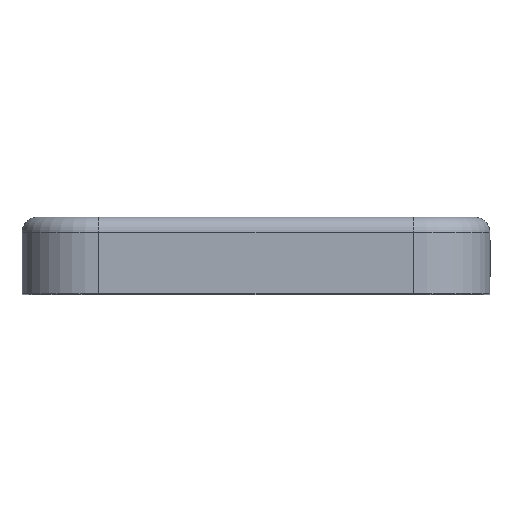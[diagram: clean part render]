
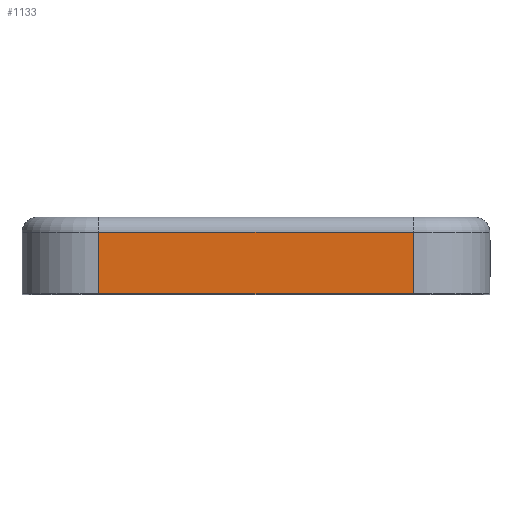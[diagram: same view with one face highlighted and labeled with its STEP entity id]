
A CAD part, top view. The second image highlights one B-rep face of the part: STEP entity #1133.
In plain terms, the highlighted planar face has unit normal (0, 0, 1).
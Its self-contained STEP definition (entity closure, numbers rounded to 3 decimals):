
#9 = EDGE_CURVE ( 'NONE', #90, #2143, #1308, .T. ) ;
#48 = DIRECTION ( 'NONE',  ( -1., 0., 0. ) ) ;
#62 = ORIENTED_EDGE ( 'NONE', *, *, #2426, .F. ) ;
#63 = LINE ( 'NONE', #1852, #1006 ) ;
#90 = VERTEX_POINT ( 'NONE', #2413 ) ;
#97 = CARTESIAN_POINT ( 'NONE',  ( 8.2, -3.7, 16.45 ) ) ;
#198 = EDGE_CURVE ( 'NONE', #1931, #90, #1548, .T. ) ;
#307 = ORIENTED_EDGE ( 'NONE', *, *, #9, .T. ) ;
#400 = VERTEX_POINT ( 'NONE', #97 ) ;
#590 = VECTOR ( 'NONE', #1706, 1000. ) ;
#592 = EDGE_LOOP ( 'NONE', ( #62, #1001, #1816, #307 ) ) ;
#611 = AXIS2_PLACEMENT_3D ( 'NONE', #2125, #1175, #48 ) ;
#643 = DIRECTION ( 'NONE',  ( 0., -1., 0. ) ) ;
#702 = VECTOR ( 'NONE', #2389, 1000. ) ;
#1001 = ORIENTED_EDGE ( 'NONE', *, *, #1591, .F. ) ;
#1006 = VECTOR ( 'NONE', #1642, 1000. ) ;
#1051 = VECTOR ( 'NONE', #643, 1000. ) ;
#1133 = ADVANCED_FACE ( 'NONE', ( #1584 ), #1960, .T. ) ;
#1143 = LINE ( 'NONE', #2006, #702 ) ;
#1175 = DIRECTION ( 'NONE',  ( 0., 0., 1. ) ) ;
#1308 = LINE ( 'NONE', #1388, #1051 ) ;
#1328 = CARTESIAN_POINT ( 'NONE',  ( 8.2, -0.5, 16.45 ) ) ;
#1388 = CARTESIAN_POINT ( 'NONE',  ( -8.2, 0.3, 16.45 ) ) ;
#1548 = LINE ( 'NONE', #1328, #590 ) ;
#1584 = FACE_OUTER_BOUND ( 'NONE', #592, .T. ) ;
#1591 = EDGE_CURVE ( 'NONE', #1931, #400, #1143, .T. ) ;
#1642 = DIRECTION ( 'NONE',  ( -1., 0., 0. ) ) ;
#1706 = DIRECTION ( 'NONE',  ( -1., 0., 0. ) ) ;
#1816 = ORIENTED_EDGE ( 'NONE', *, *, #198, .T. ) ;
#1852 = CARTESIAN_POINT ( 'NONE',  ( 8.2, -3.7, 16.45 ) ) ;
#1931 = VERTEX_POINT ( 'NONE', #2333 ) ;
#1960 = PLANE ( 'NONE',  #611 ) ;
#2006 = CARTESIAN_POINT ( 'NONE',  ( 8.2, 0.3, 16.45 ) ) ;
#2125 = CARTESIAN_POINT ( 'NONE',  ( 8.2, 0.3, 16.45 ) ) ;
#2143 = VERTEX_POINT ( 'NONE', #2326 ) ;
#2326 = CARTESIAN_POINT ( 'NONE',  ( -8.2, -3.7, 16.45 ) ) ;
#2333 = CARTESIAN_POINT ( 'NONE',  ( 8.2, -0.5, 16.45 ) ) ;
#2389 = DIRECTION ( 'NONE',  ( 0., -1., 0. ) ) ;
#2413 = CARTESIAN_POINT ( 'NONE',  ( -8.2, -0.5, 16.45 ) ) ;
#2426 = EDGE_CURVE ( 'NONE', #400, #2143, #63, .T. ) ;
